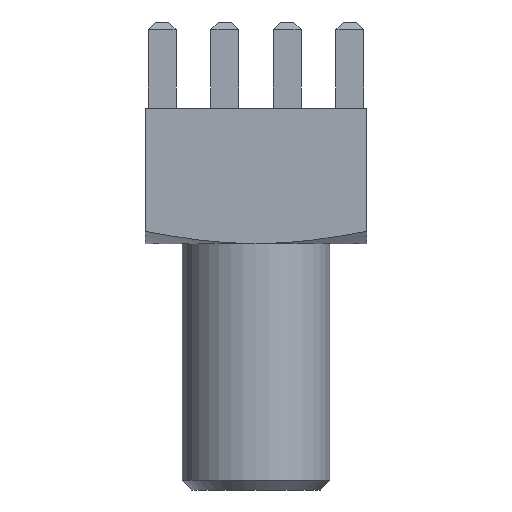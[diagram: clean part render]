
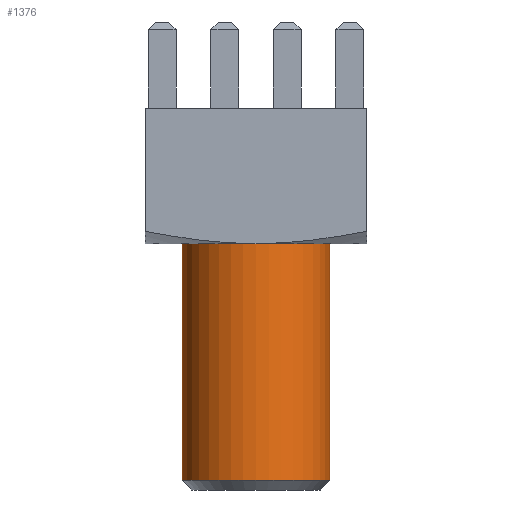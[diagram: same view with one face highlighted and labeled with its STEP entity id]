
A CAD part, front view. The second image highlights one B-rep face of the part: STEP entity #1376.
In plain terms, the highlighted cylindrical face has radius 3 mm (diameter 6 mm), a partial arc.
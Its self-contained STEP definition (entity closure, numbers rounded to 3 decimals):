
#157 = ORIENTED_EDGE ( 'NONE', *, *, #1450, .T. ) ;
#158 = ORIENTED_EDGE ( 'NONE', *, *, #1512, .T. ) ;
#159 = ORIENTED_EDGE ( 'NONE', *, *, #1526, .T. ) ;
#499 = CARTESIAN_POINT ( 'NONE',  ( 3., 0., 0. ) ) ;
#500 = CARTESIAN_POINT ( 'NONE',  ( -3., 0., 0. ) ) ;
#502 = CARTESIAN_POINT ( 'NONE',  ( -3., 0., -9.6 ) ) ;
#505 = CARTESIAN_POINT ( 'NONE',  ( 3., 0., -9.6 ) ) ;
#676 = CARTESIAN_POINT ( 'NONE',  ( 3., 0., -10. ) ) ;
#679 = LINE ( 'NONE', #676, #2531 ) ;
#686 = DIRECTION ( 'NONE',  ( 0., 0., 1. ) ) ;
#688 = LINE ( 'NONE', #697, #2535 ) ;
#697 = CARTESIAN_POINT ( 'NONE',  ( -3., 0., -10. ) ) ;
#698 = DIRECTION ( 'NONE',  ( 0., 0., 1. ) ) ;
#726 = CARTESIAN_POINT ( 'NONE',  ( 0., 0., -9.6 ) ) ;
#727 = DIRECTION ( 'NONE',  ( 0., 0., 1. ) ) ;
#728 = DIRECTION ( 'NONE',  ( -1., 0., 0. ) ) ;
#893 = EDGE_LOOP ( 'NONE', ( #2674, #159, #158, #157 ) ) ;
#1040 = CARTESIAN_POINT ( 'NONE',  ( 0., 0., 0. ) ) ;
#1041 = DIRECTION ( 'NONE',  ( 0., 0., -1. ) ) ;
#1042 = DIRECTION ( 'NONE',  ( -1., 0., 0. ) ) ;
#1376 = ADVANCED_FACE ( 'NONE', ( #2201 ), #2203, .T. ) ;
#1450 = EDGE_CURVE ( 'NONE', #3986, #3987, #2467, .T. ) ;
#1512 = EDGE_CURVE ( 'NONE', #3992, #3986, #679, .T. ) ;
#1516 = EDGE_CURVE ( 'NONE', #3989, #3987, #688, .T. ) ;
#1526 = EDGE_CURVE ( 'NONE', #3989, #3992, #2545, .T. ) ;
#1810 = AXIS2_PLACEMENT_3D ( 'NONE', #2202, #2196, #2204 ) ;
#2196 = DIRECTION ( 'NONE',  ( 0., 0., 1. ) ) ;
#2201 = FACE_OUTER_BOUND ( 'NONE', #893, .T. ) ;
#2202 = CARTESIAN_POINT ( 'NONE',  ( 0., 0., -10. ) ) ;
#2203 = CYLINDRICAL_SURFACE ( 'NONE', #1810, 3. ) ;
#2204 = DIRECTION ( 'NONE',  ( 1., 0., 0. ) ) ;
#2467 = CIRCLE ( 'NONE', #2471, 3. ) ;
#2471 = AXIS2_PLACEMENT_3D ( 'NONE', #1040, #1041, #1042 ) ;
#2531 = VECTOR ( 'NONE', #686, 1000. ) ;
#2535 = VECTOR ( 'NONE', #698, 1000. ) ;
#2545 = CIRCLE ( 'NONE', #2549, 3. ) ;
#2549 = AXIS2_PLACEMENT_3D ( 'NONE', #726, #727, #728 ) ;
#2674 = ORIENTED_EDGE ( 'NONE', *, *, #1516, .F. ) ;
#3986 = VERTEX_POINT ( 'NONE', #499 ) ;
#3987 = VERTEX_POINT ( 'NONE', #500 ) ;
#3989 = VERTEX_POINT ( 'NONE', #502 ) ;
#3992 = VERTEX_POINT ( 'NONE', #505 ) ;
